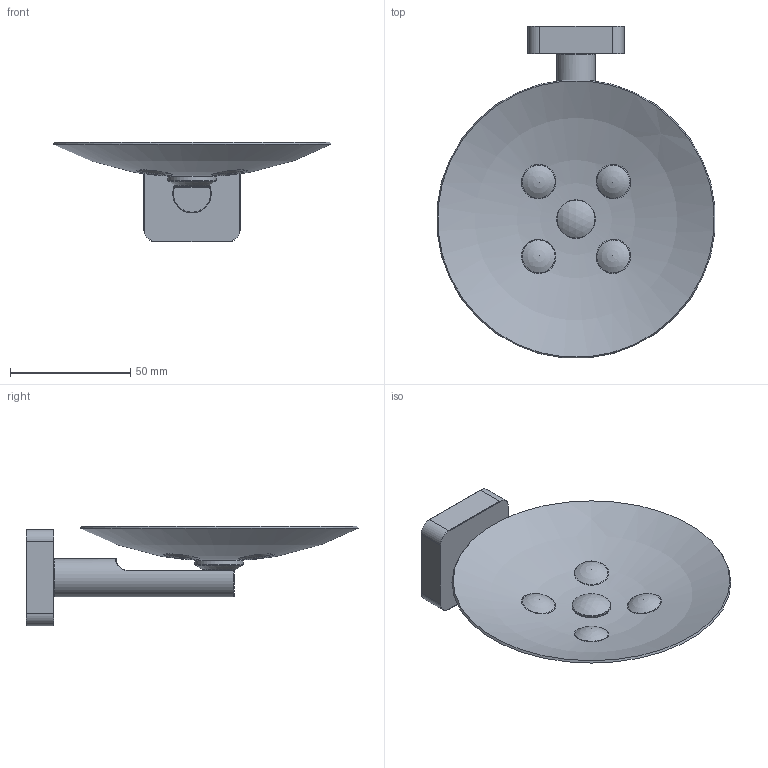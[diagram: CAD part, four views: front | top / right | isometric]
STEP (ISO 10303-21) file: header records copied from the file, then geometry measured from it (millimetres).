
FILE_DESCRIPTION(/* description */ ('Unknown'),/* implementation_level */ '2;1');
FILE_NAME(/* name */ 'GLA02',/* time_stamp */ '2021-07-21T16:48:40+02:00',/* author */ ('Unknown'),/* organization */ ('Unknown'),/* preprocessor_version */ 'ST-DEVELOPER v16.7',/* originating_system */ 'DEX',/* authorisation */ $);
FILE_SCHEMA (('AUTOMOTIVE_DESIGN {1 0 10303 214 3 1 1}'));
Length unit declared in the file: millimetre
Products named in the file (8): GLA02-00; GLA02-001; CBA02-03; CBA02-05; CBA02-02; GLA01-01; CBA02-04; CBA02-06
Assembly tree (7 placements, depth 3):
  GLA02-00
    GLA02-001
      CBA02-03
      CBA02-05
      CBA02-02
      GLA01-01
      CBA02-04
      CBA02-06
Bounding box: 115.56 x 138.02 x 41.39 mm (x, y, z)
Volume: 34902.3 mm3; surface area: 35100.3 mm2
Topology: 6 solids, 6 shells, 124 faces, 286 edges, 175 vertices
Faces by surface type: cylinder 32, plane 27, torus 21, bspline 18, cone 15, sphere 11
Full cylindrical faces by diameter (mm): 4.234 x1, 4.917 x2, 6 x2, 6.2 x1, 7 x1, 10 x1, 10.5 x1, 16 x2, 17 x1, 20 x1
Entity records: 16698 total; most frequent: CARTESIAN_POINT 14221, DIRECTION 465, ORIENTED_EDGE 412, AXIS2_PLACEMENT_3D 211, EDGE_CURVE 206, FACE_BOUND 187, EDGE_LOOP 186, VERTEX_POINT 149
